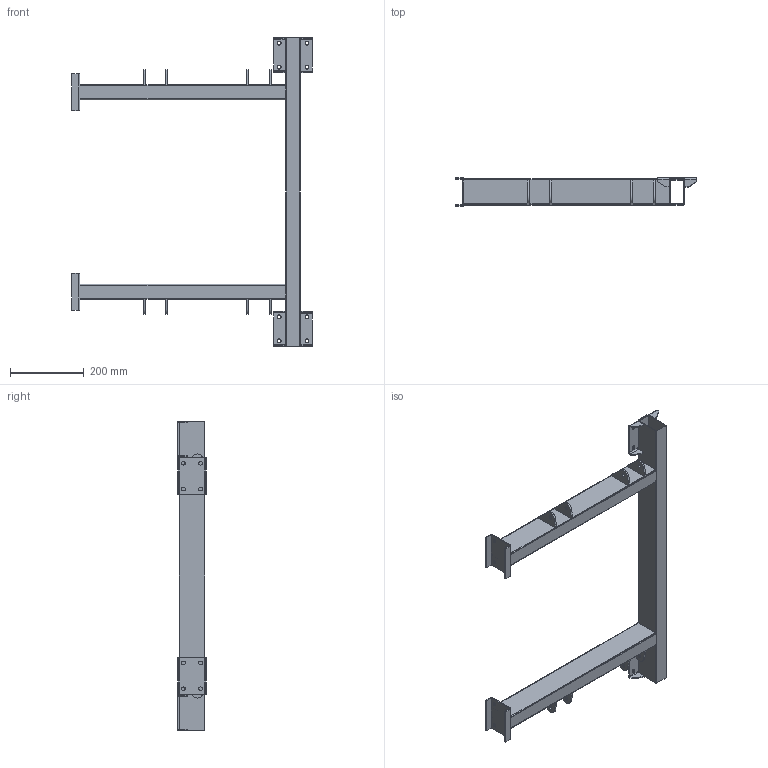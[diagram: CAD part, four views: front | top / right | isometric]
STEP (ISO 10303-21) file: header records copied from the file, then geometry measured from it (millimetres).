
FILE_DESCRIPTION(/* description */ (''),/* implementation_level */ '2;1');
FILE_NAME(/* name */ 'TELAIO_POSTERIORE_ASM_ASM.stp',/* time_stamp */ '2016-06-02T10:59:53+02:00',/* author */ (''),/* organization */ (''),/* preprocessor_version */ 'ST-DEVELOPER v16.5',/* originating_system */ 'Autodesk Translation Framework v5.0.0.3310',/* authorisation */ '');
FILE_SCHEMA (('AUTOMOTIVE_DESIGN { 1 0 10303 214 3 1 1 }'));
Length unit declared in the file: centimetre
Products named in the file (10): TELAIO_POSTERIORE_ASM_ASM; TELAIO_POSTERIORE_ASM_23_ASM_ASM; TRAVERSO_POSTERIORE_13; TELAIO_POST_LONGH_10_ASM_ASM; MANIFOLD_SOLID_BREP_1098; MANIFOLD_SOLID_BREP_1630; PTT01S003004A_PIASTRA_ASS_POST_; PTT01S002006A_MENS_DUOMO_POST_1_ASM; MANIFOLD_SOLID_BREP_4945; PTT01S001003A_CERN_BRACC_SOSP_7
Assembly tree (18 placements, depth 4):
  TELAIO_POSTERIORE_ASM_ASM
    TELAIO_POSTERIORE_ASM_23_ASM_ASM
      TRAVERSO_POSTERIORE_13
      TELAIO_POST_LONGH_10_ASM_ASM
        MANIFOLD_SOLID_BREP_1098
        MANIFOLD_SOLID_BREP_1630
      PTT01S001003A_CERN_BRACC_SOSP_7  x8
      PTT01S003004A_PIASTRA_ASS_POST_  x2
      PTT01S002006A_MENS_DUOMO_POST_1_ASM  x2
        MANIFOLD_SOLID_BREP_4945
Bounding box: 651.5 x 76.5 x 835 mm (x, y, z)
Volume: 1017152.6 mm3; surface area: 951705.9 mm2
Topology: 15 solids, 15 shells, 285 faces, 669 edges, 414 vertices
Faces by surface type: plane 192, cylinder 85, bspline 8
Full cylindrical faces by diameter (mm): 10.15 x16, 10.2 x8
Entity records: 4723 total; most frequent: CARTESIAN_POINT 975, DIRECTION 778, ORIENTED_EDGE 696, EDGE_CURVE 348, AXIS2_PLACEMENT_3D 267, LINE 244, VECTOR 244, VERTEX_POINT 222
